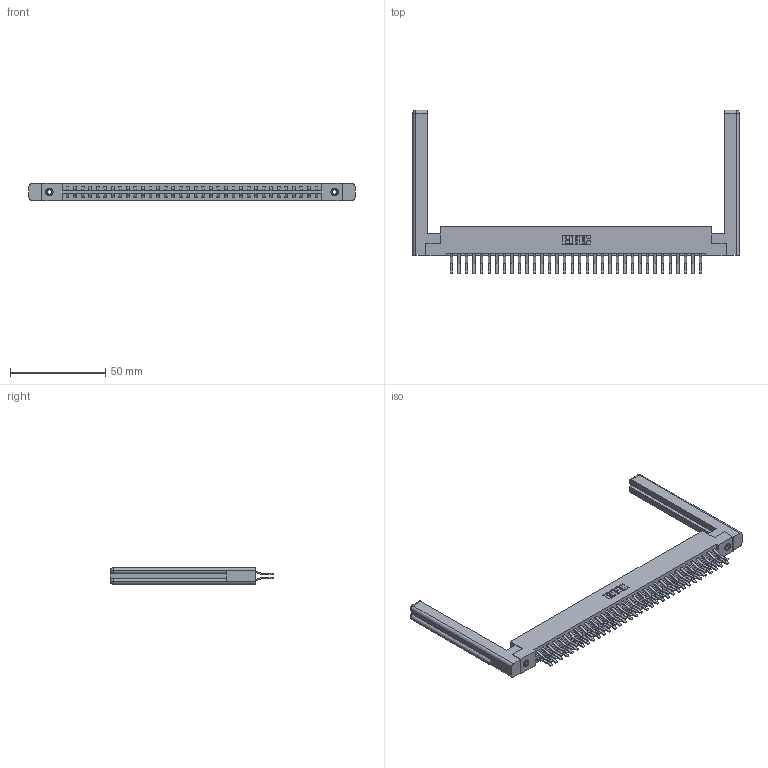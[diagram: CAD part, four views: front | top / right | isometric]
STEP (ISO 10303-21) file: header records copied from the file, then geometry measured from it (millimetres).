
FILE_DESCRIPTION (( 'STEP AP203' ), '1' );
FILE_NAME ('337-068-560-258.STEP', '2019-10-10T00:52:02', ( '' ), ( '' ), 'SwSTEP 2.0', 'SolidWorks 2016', '' );
FILE_SCHEMA (( 'CONFIG_CONTROL_DESIGN' ));
Length unit declared in the file: inch
Products named in the file (5): 337 Part_Flush Mounting Lugs - 0.156 Dia-TI; 337-068-560-258; 345-250-001_345-250-001-102; 345-292-001_560 Tail; 307-220-058
Assembly tree (73 placements, depth 2):
  337-068-560-258
    337 Part_Flush Mounting Lugs - 0.156 Dia-TI
    345-292-001_560 Tail  x68
    345-250-001_345-250-001-102  x2
    307-220-058  x2
Bounding box: 171.35 x 85.87 x 9.4 mm (x, y, z)
Volume: 25539.6 mm3; surface area: 27057.2 mm2
Topology: 73 solids, 73 shells, 4064 faces, 12021 edges, 7910 vertices
Faces by surface type: plane 2738, cylinder 1302, cone 12, torus 12
Entity records: 30118 total; most frequent: CARTESIAN_POINT 5089, ORIENTED_EDGE 4964, DIRECTION 4362, EDGE_CURVE 2482, LINE 2302, VECTOR 2302, VERTEX_POINT 1646, AXIS2_PLACEMENT_3D 1030
